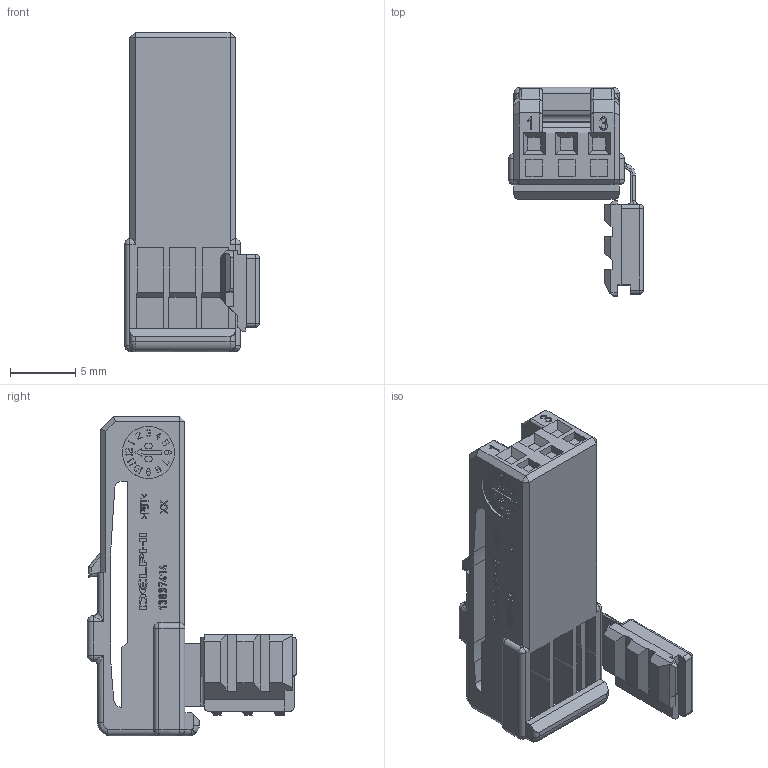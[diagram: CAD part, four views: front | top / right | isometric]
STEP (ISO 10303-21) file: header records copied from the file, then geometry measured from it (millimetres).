
FILE_DESCRIPTION(/* description */ (''),/* implementation_level */ '2;1');
FILE_NAME(/* name */ '13837414_ENV01.stp',/* time_stamp */ '2023-07-02T17:02:50+08:00',/* author */ (''),/* organization */ (''),/* preprocessor_version */ 'ST-DEVELOPER v16',/* originating_system */ 'SIEMENS PLM Software NX 11.0',/* authorisation */ '');
FILE_SCHEMA (('AUTOMOTIVE_DESIGN { 1 0 10303 214 3 1 1 1 }'));
Length unit declared in the file: millimetre
Products named in the file (1): 13837414_ENV01
Bounding box: 10.35 x 16.1 x 24.6 mm (x, y, z)
Volume: 1004.1 mm3; surface area: 1512 mm2
Topology: 1 solids, 1 shells, 968 faces, 2589 edges, 1659 vertices
Faces by surface type: plane 751, cylinder 120, extrusion 59, bspline 16, sphere 12, torus 10
Full cylindrical faces by diameter (mm): 4 x1
Entity records: 33182 total; most frequent: CARTESIAN_POINT 7069, ORIENTED_EDGE 5138, DIRECTION 4469, EDGE_CURVE 2569, VECTOR 2221, LINE 2162, VERTEX_POINT 1658, AXIS2_PLACEMENT_3D 1124
